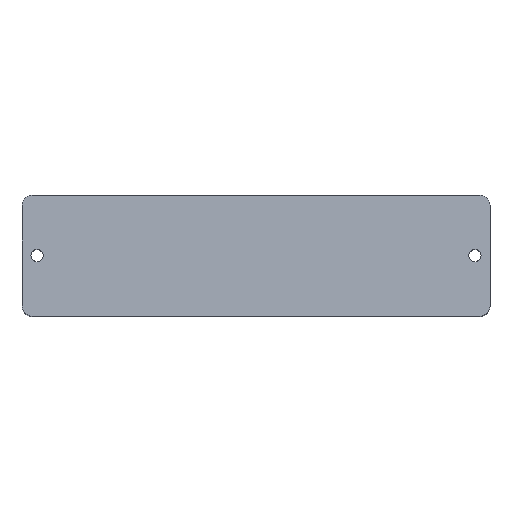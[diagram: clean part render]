
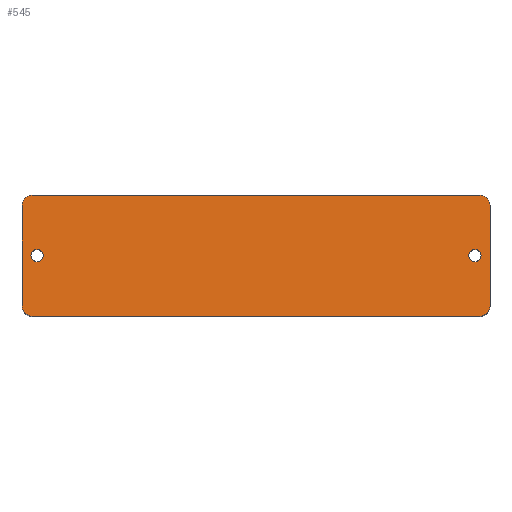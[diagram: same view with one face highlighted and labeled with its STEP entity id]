
A CAD part, top view. The second image highlights one B-rep face of the part: STEP entity #545.
In plain terms, the highlighted planar face has unit normal (0, 0.104, 0.995).
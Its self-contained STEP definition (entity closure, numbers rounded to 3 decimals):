
#32=CARTESIAN_POINT('',(224.221,-79.947,-11.294));
#33=VERTEX_POINT('',#32);
#34=CARTESIAN_POINT('',(227.221,-76.964,-11.607));
#35=VERTEX_POINT('',#34);
#36=CARTESIAN_POINT('',(227.221,-79.947,-11.294));
#37=DIRECTION('',(-0.,-0.105,-0.995));
#38=DIRECTION('',(-0.707,0.703,-0.074));
#39=AXIS2_PLACEMENT_3D('',#36,#37,#38);
#40=CIRCLE('',#39,3.);
#41=EDGE_CURVE('',#33,#35,#40,.T.);
#226=CARTESIAN_POINT('',(351.802,-76.964,-11.607));
#227=VERTEX_POINT('',#226);
#228=CARTESIAN_POINT('',(-921.011,-76.964,-11.607));
#229=DIRECTION('',(1.,0.,-0.));
#230=VECTOR('',#229,1245.813);
#231=LINE('',#228,#230);
#232=EDGE_CURVE('',#35,#227,#231,.T.);
#249=CARTESIAN_POINT('',(354.802,-79.947,-11.294));
#250=VERTEX_POINT('',#249);
#251=CARTESIAN_POINT('',(351.802,-79.947,-11.294));
#252=DIRECTION('',(0.,-0.105,-0.995));
#253=DIRECTION('',(0.707,0.703,-0.074));
#254=AXIS2_PLACEMENT_3D('',#251,#252,#253);
#255=CIRCLE('',#254,3.);
#256=EDGE_CURVE('',#227,#250,#255,.T.);
#274=CARTESIAN_POINT('',(354.802,-107.794,-8.367));
#275=VERTEX_POINT('',#274);
#276=CARTESIAN_POINT('',(351.802,-110.777,-8.053));
#277=VERTEX_POINT('',#276);
#278=CARTESIAN_POINT('',(351.802,-107.794,-8.367));
#279=DIRECTION('',(-0.,-0.105,-0.995));
#280=DIRECTION('',(0.707,-0.703,0.074));
#281=AXIS2_PLACEMENT_3D('',#278,#279,#280);
#282=CIRCLE('',#281,3.);
#283=EDGE_CURVE('',#275,#277,#282,.T.);
#307=CARTESIAN_POINT('',(227.221,-110.777,-8.053));
#308=VERTEX_POINT('',#307);
#309=CARTESIAN_POINT('',(1500.034,-110.777,-8.053));
#310=DIRECTION('',(-1.,-0.,0.));
#311=VECTOR('',#310,1245.813);
#312=LINE('',#309,#311);
#313=EDGE_CURVE('',#277,#308,#312,.T.);
#330=CARTESIAN_POINT('',(224.221,-107.794,-8.367));
#331=VERTEX_POINT('',#330);
#332=CARTESIAN_POINT('',(227.221,-107.794,-8.367));
#333=DIRECTION('',(0.,-0.105,-0.995));
#334=DIRECTION('',(-0.707,-0.703,0.074));
#335=AXIS2_PLACEMENT_3D('',#332,#333,#334);
#336=CIRCLE('',#335,3.);
#337=EDGE_CURVE('',#308,#331,#336,.T.);
#389=CARTESIAN_POINT('',(226.721,-93.871,-9.83));
#390=VERTEX_POINT('',#389);
#397=CARTESIAN_POINT('',(230.121,-93.871,-9.83));
#398=VERTEX_POINT('',#397);
#399=CARTESIAN_POINT('',(228.421,-93.871,-9.83));
#400=DIRECTION('',(-0.,0.105,0.995));
#401=DIRECTION('',(1.,0.,0.));
#402=AXIS2_PLACEMENT_3D('',#399,#400,#401);
#403=CIRCLE('',#402,1.7);
#404=EDGE_CURVE('',#390,#398,#403,.T.);
#406=CARTESIAN_POINT('',(228.421,-93.871,-9.83));
#407=DIRECTION('',(-0.,0.105,0.995));
#408=DIRECTION('',(1.,0.,0.));
#409=AXIS2_PLACEMENT_3D('',#406,#407,#408);
#410=CIRCLE('',#409,1.7);
#411=EDGE_CURVE('',#398,#390,#410,.T.);
#458=CARTESIAN_POINT('',(348.902,-93.871,-9.83));
#459=VERTEX_POINT('',#458);
#466=CARTESIAN_POINT('',(352.302,-93.871,-9.83));
#467=VERTEX_POINT('',#466);
#468=CARTESIAN_POINT('',(350.602,-93.871,-9.83));
#469=DIRECTION('',(-0.,0.105,0.995));
#470=DIRECTION('',(1.,0.,0.));
#471=AXIS2_PLACEMENT_3D('',#468,#469,#470);
#472=CIRCLE('',#471,1.7);
#473=EDGE_CURVE('',#459,#467,#472,.T.);
#475=CARTESIAN_POINT('',(350.602,-93.871,-9.83));
#476=DIRECTION('',(-0.,0.105,0.995));
#477=DIRECTION('',(1.,0.,0.));
#478=AXIS2_PLACEMENT_3D('',#475,#476,#477);
#479=CIRCLE('',#478,1.7);
#480=EDGE_CURVE('',#467,#459,#479,.T.);
#494=CARTESIAN_POINT('',(354.802,197.524,-40.457));
#495=DIRECTION('',(0.,-0.995,0.105));
#496=VECTOR('',#495,280.);
#497=LINE('',#494,#496);
#498=EDGE_CURVE('',#250,#275,#497,.T.);
#513=CARTESIAN_POINT('',(224.221,-385.265,20.797));
#514=DIRECTION('',(0.,0.995,-0.105));
#515=VECTOR('',#514,280.);
#516=LINE('',#513,#515);
#517=EDGE_CURVE('',#331,#33,#516,.T.);
#522=CARTESIAN_POINT('',(289.511,-93.871,-9.83));
#523=DIRECTION('',(0.,0.105,0.995));
#524=DIRECTION('',(1.,0.,-0.));
#525=AXIS2_PLACEMENT_3D('',#522,#523,#524);
#526=PLANE('',#525);
#527=ORIENTED_EDGE('',*,*,#41,.F.);
#528=ORIENTED_EDGE('',*,*,#517,.F.);
#529=ORIENTED_EDGE('',*,*,#337,.F.);
#530=ORIENTED_EDGE('',*,*,#313,.F.);
#531=ORIENTED_EDGE('',*,*,#283,.F.);
#532=ORIENTED_EDGE('',*,*,#498,.F.);
#533=ORIENTED_EDGE('',*,*,#256,.F.);
#534=ORIENTED_EDGE('',*,*,#232,.F.);
#535=EDGE_LOOP('',(#527,#528,#529,#530,#531,#532,#533,#534));
#536=FACE_BOUND('',#535,.T.);
#537=ORIENTED_EDGE('',*,*,#404,.F.);
#538=ORIENTED_EDGE('',*,*,#411,.F.);
#539=EDGE_LOOP('',(#537,#538));
#540=FACE_BOUND('',#539,.T.);
#541=ORIENTED_EDGE('',*,*,#473,.F.);
#542=ORIENTED_EDGE('',*,*,#480,.F.);
#543=EDGE_LOOP('',(#541,#542));
#544=FACE_BOUND('',#543,.T.);
#545=ADVANCED_FACE('',(#536,#540,#544),#526,.T.);
